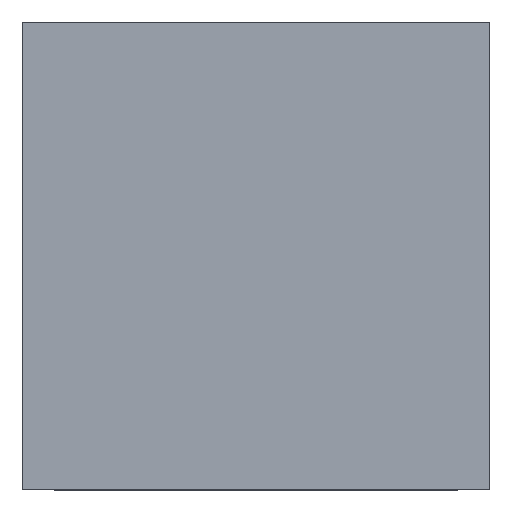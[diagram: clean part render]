
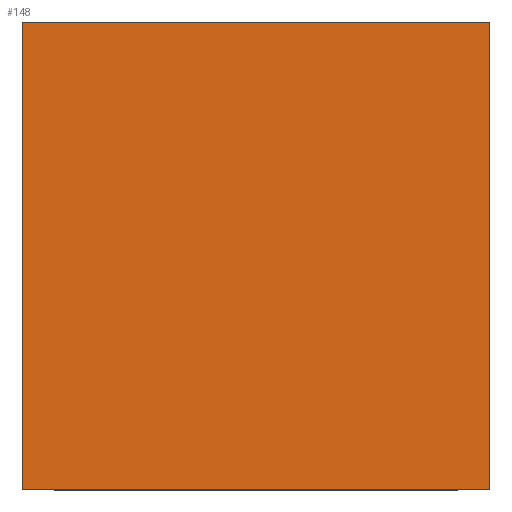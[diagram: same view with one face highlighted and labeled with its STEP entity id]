
A CAD part, left-side view. The second image highlights one B-rep face of the part: STEP entity #148.
In plain terms, the highlighted planar face has unit normal (-1, 0, 0).
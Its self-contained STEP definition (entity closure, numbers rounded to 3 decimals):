
#148 = ADVANCED_FACE( '', ( #252 ), #253, .F. );
#252 = FACE_OUTER_BOUND( '', #333, .T. );
#253 = PLANE( '', #334 );
#333 = EDGE_LOOP( '', ( #435, #436, #437, #438 ) );
#334 = AXIS2_PLACEMENT_3D( '', #439, #440, #441 );
#435 = ORIENTED_EDGE( '', *, *, #546, .T. );
#436 = ORIENTED_EDGE( '', *, *, #522, .F. );
#437 = ORIENTED_EDGE( '', *, *, #528, .F. );
#438 = ORIENTED_EDGE( '', *, *, #543, .T. );
#439 = CARTESIAN_POINT( '', ( -1.1, -0.725, 0.725 ) );
#440 = DIRECTION( '', ( 1., 0., 0. ) );
#441 = DIRECTION( '', ( 0., 0., -1. ) );
#522 = EDGE_CURVE( '', #586, #581, #588, .T. );
#528 = EDGE_CURVE( '', #596, #586, #597, .T. );
#543 = EDGE_CURVE( '', #596, #617, #619, .T. );
#546 = EDGE_CURVE( '', #617, #581, #622, .T. );
#581 = VERTEX_POINT( '', #667 );
#586 = VERTEX_POINT( '', #674 );
#588 = LINE( '', #677, #678 );
#596 = VERTEX_POINT( '', #689 );
#597 = LINE( '', #690, #691 );
#617 = VERTEX_POINT( '', #720 );
#619 = LINE( '', #723, #724 );
#622 = LINE( '', #728, #729 );
#667 = CARTESIAN_POINT( '', ( -1.1, 0.725, -0.725 ) );
#674 = CARTESIAN_POINT( '', ( -1.1, -0.725, -0.725 ) );
#677 = CARTESIAN_POINT( '', ( -1.1, -0.725, -0.725 ) );
#678 = VECTOR( '', #765, 1000. );
#689 = CARTESIAN_POINT( '', ( -1.1, -0.725, 0.725 ) );
#690 = CARTESIAN_POINT( '', ( -1.1, -0.725, 0.725 ) );
#691 = VECTOR( '', #769, 1000. );
#720 = CARTESIAN_POINT( '', ( -1.1, 0.725, 0.725 ) );
#723 = CARTESIAN_POINT( '', ( -1.1, -0.725, 0.725 ) );
#724 = VECTOR( '', #780, 1000. );
#728 = CARTESIAN_POINT( '', ( -1.1, 0.725, 0.725 ) );
#729 = VECTOR( '', #782, 1000. );
#765 = DIRECTION( '', ( 0., 1., 0. ) );
#769 = DIRECTION( '', ( 0., 0., -1. ) );
#780 = DIRECTION( '', ( 0., 1., 0. ) );
#782 = DIRECTION( '', ( 0., 0., -1. ) );
